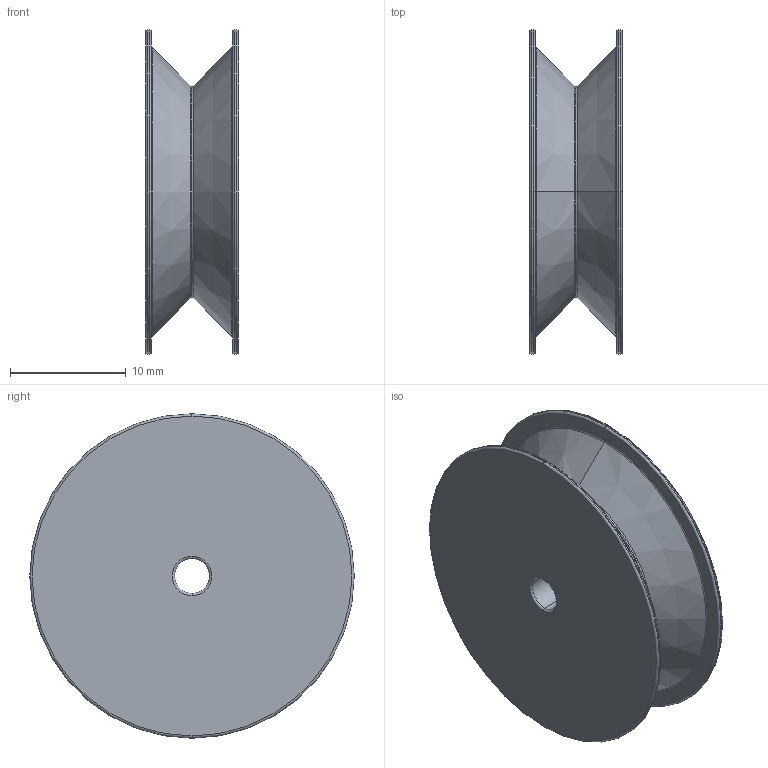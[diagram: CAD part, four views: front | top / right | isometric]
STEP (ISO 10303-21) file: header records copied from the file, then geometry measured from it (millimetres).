
FILE_DESCRIPTION (( 'STEP AP203' ), '1' );
FILE_NAME ('Moby-RV-8_Défaut_sldprt.STEP', '2019-11-01T12:19:04', ( '' ), ( '' ), 'SwSTEP 2.0', 'SolidWorks 2017', '' );
FILE_SCHEMA (( 'CONFIG_CONTROL_DESIGN' ));
Length unit declared in the file: millimetre
Products named in the file (1): Moby-RV-8_Défaut_sldprt
Bounding box: 8 x 28 x 28 mm (x, y, z)
Volume: 3117.9 mm3; surface area: 2264 mm2
Topology: 1 solids, 1 shells, 37 faces, 74 edges, 42 vertices
Faces by surface type: torus 20, cylinder 8, plane 5, cone 4
Entity records: 1055 total; most frequent: DIRECTION 212, CARTESIAN_POINT 154, ORIENTED_EDGE 148, AXIS2_PLACEMENT_3D 100, EDGE_CURVE 74, CIRCLE 62, VERTEX_POINT 42, EDGE_LOOP 42
